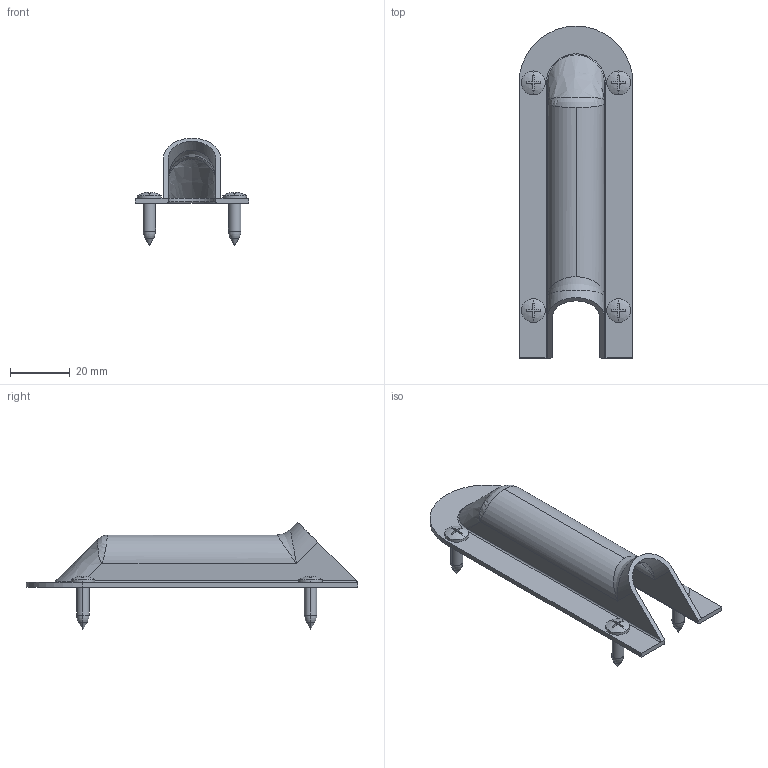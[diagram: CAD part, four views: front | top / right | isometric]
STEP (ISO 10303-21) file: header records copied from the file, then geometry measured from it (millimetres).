
FILE_DESCRIPTION (( 'STEP AP214' ), '1' );
FILE_NAME ('1005200.STEP', '2017-01-30T12:04:44', ( '' ), ( '' ), 'SwSTEP 2.0', 'SolidWorks 2015', '' );
FILE_SCHEMA (( 'AUTOMOTIVE_DESIGN' ));
Length unit declared in the file: inch
Products named in the file (1): 1005200
Bounding box: 38.1 x 111.12 x 36.08 mm (x, y, z)
Volume: 10420.5 mm3; surface area: 13854.6 mm2
Topology: 5 solids, 5 shells, 151 faces, 401 edges, 248 vertices
Faces by surface type: plane 83, cylinder 36, torus 9, cone 8, sphere 8, bspline 7
Entity records: 5658 total; most frequent: CARTESIAN_POINT 1815, DIRECTION 824, ORIENTED_EDGE 770, EDGE_CURVE 385, AXIS2_PLACEMENT_3D 310, VERTEX_POINT 248, LINE 204, VECTOR 204
